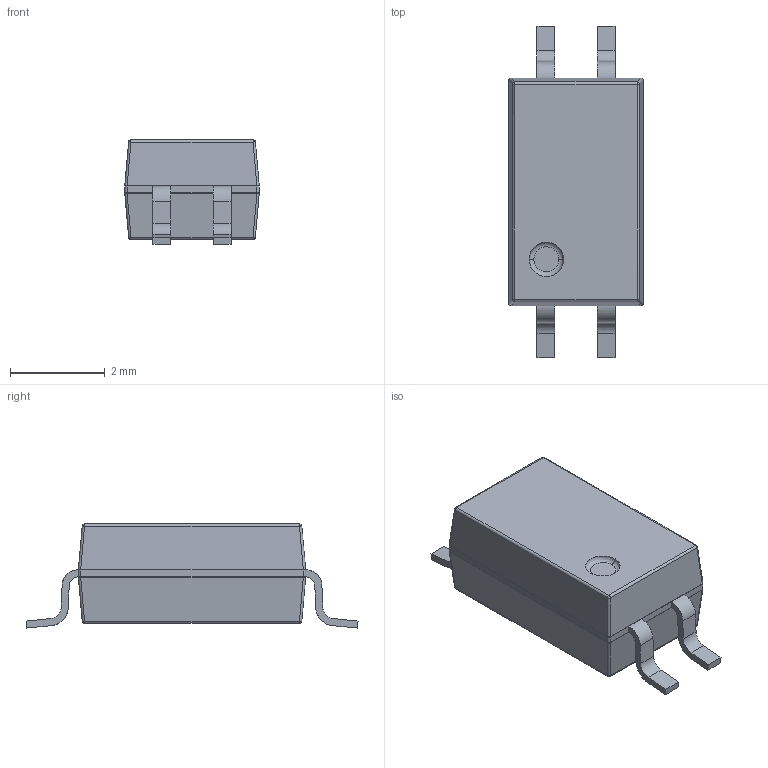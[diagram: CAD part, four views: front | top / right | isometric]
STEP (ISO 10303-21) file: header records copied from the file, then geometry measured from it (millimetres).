
FILE_DESCRIPTION(/* description */ (''),/* implementation_level */ '2;1');
FILE_NAME(/* name */ 'SO4',/* time_stamp */ '2014-11-07T11:11:55+01:00',/* author */ (''),/* organization */ (''),/* preprocessor_version */ 'ST-DEVELOPER v14',/* originating_system */ '',/* authorisation */ '');
FILE_SCHEMA (('AUTOMOTIVE_DESIGN'));
Length unit declared in the file: millimetre
Products named in the file (1): Document
Bounding box: 2.84 x 7.01 x 2.2 mm (x, y, z)
Volume: 27.7 mm3; surface area: 69.5 mm2
Topology: 5 solids, 5 shells, 153 faces, 370 edges, 228 vertices
Faces by surface type: bspline 118, plane 35
Entity records: 8554 total; most frequent: CARTESIAN_POINT 4082, ORIENTED_EDGE 740, PCURVE 740, DEFINITIONAL_REPRESENTATION 740, B_SPLINE_CURVE_WITH_KNOTS 652, SURFACE_CURVE 370, EDGE_CURVE 370, VERTEX_POINT 228
